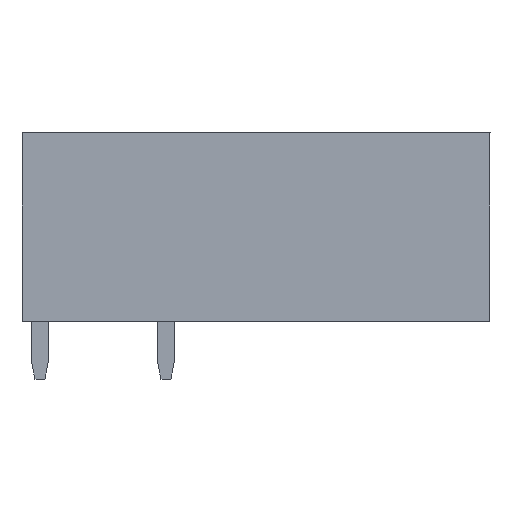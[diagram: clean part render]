
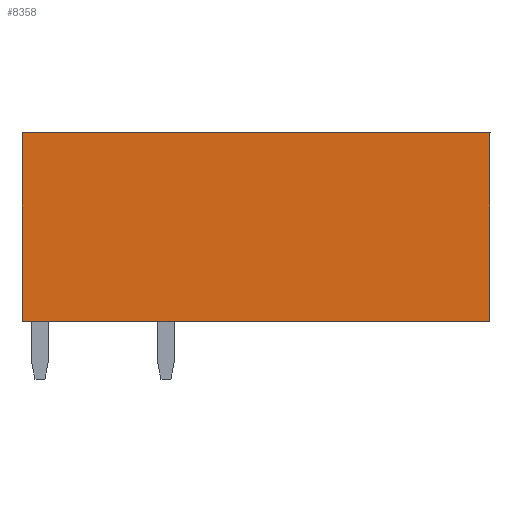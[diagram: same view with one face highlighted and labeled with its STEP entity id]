
A CAD part, left-side view. The second image highlights one B-rep face of the part: STEP entity #8358.
In plain terms, the highlighted planar face has unit normal (-1, 0, 0).
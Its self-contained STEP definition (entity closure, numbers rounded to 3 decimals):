
#8350=AXIS2_PLACEMENT_3D('Plane Axis2P3D',#8347,#8348,#8349) ;
#245=CARTESIAN_POINT('Vertex',(0.,28.3,3.5)) ;
#248=CARTESIAN_POINT('Line Origine',(0.,28.3,9.2)) ;
#252=CARTESIAN_POINT('Vertex',(0.,28.3,14.9)) ;
#528=CARTESIAN_POINT('Vertex',(0.,0.,3.5)) ;
#531=CARTESIAN_POINT('Line Origine',(0.,14.15,3.5)) ;
#748=CARTESIAN_POINT('Vertex',(0.,0.,14.9)) ;
#751=CARTESIAN_POINT('Line Origine',(0.,0.,9.2)) ;
#2381=CARTESIAN_POINT('Line Origine',(0.,14.15,14.9)) ;
#8347=CARTESIAN_POINT('Axis2P3D Location',(0.,0.,14.9)) ;
#249=DIRECTION('Vector Direction',(0.,0.,-1.)) ;
#532=DIRECTION('Vector Direction',(0.,1.,0.)) ;
#752=DIRECTION('Vector Direction',(0.,0.,-1.)) ;
#2382=DIRECTION('Vector Direction',(0.,1.,0.)) ;
#8348=DIRECTION('Axis2P3D Direction',(1.,-0.,0.)) ;
#8349=DIRECTION('Axis2P3D XDirection',(0.,0.,-1.)) ;
#250=VECTOR('Line Direction',#249,1.) ;
#533=VECTOR('Line Direction',#532,1.) ;
#753=VECTOR('Line Direction',#752,1.) ;
#2383=VECTOR('Line Direction',#2382,1.) ;
#8353=ORIENTED_EDGE('',*,*,#254,.T.) ;
#8354=ORIENTED_EDGE('',*,*,#535,.F.) ;
#8355=ORIENTED_EDGE('',*,*,#755,.F.) ;
#8356=ORIENTED_EDGE('',*,*,#2385,.T.) ;
#8358=ADVANCED_FACE('HOUSING',(#8357),#8351,.F.) ;
#254=EDGE_CURVE('',#253,#246,#251,.T.) ;
#535=EDGE_CURVE('',#529,#246,#534,.T.) ;
#755=EDGE_CURVE('',#749,#529,#754,.T.) ;
#2385=EDGE_CURVE('',#749,#253,#2384,.T.) ;
#8352=EDGE_LOOP('',(#8353,#8354,#8355,#8356)) ;
#8357=FACE_OUTER_BOUND('',#8352,.T.) ;
#251=LINE('Line',#248,#250) ;
#534=LINE('Line',#531,#533) ;
#754=LINE('Line',#751,#753) ;
#2384=LINE('Line',#2381,#2383) ;
#8351=PLANE('',#8350) ;
#246=VERTEX_POINT('',#245) ;
#253=VERTEX_POINT('',#252) ;
#529=VERTEX_POINT('',#528) ;
#749=VERTEX_POINT('',#748) ;
